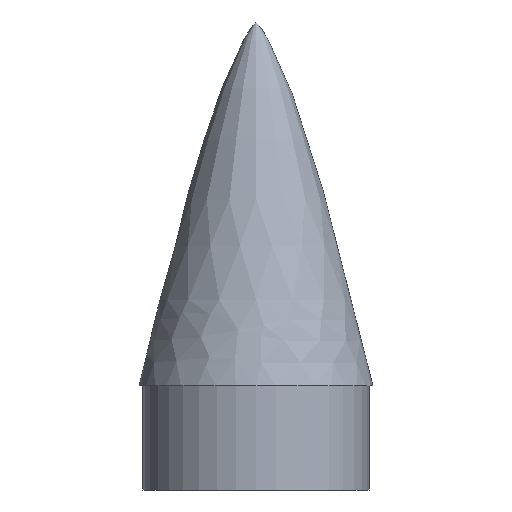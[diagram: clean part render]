
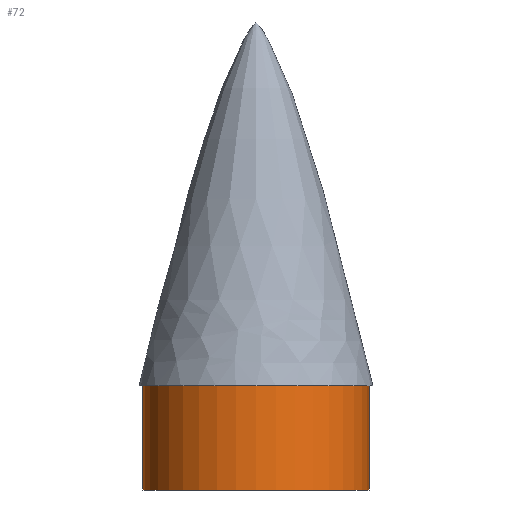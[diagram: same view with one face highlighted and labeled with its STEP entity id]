
A CAD part, front view. The second image highlights one B-rep face of the part: STEP entity #72.
In plain terms, the highlighted cylindrical face has radius 16.3 mm (diameter 32.6 mm), a full revolution.
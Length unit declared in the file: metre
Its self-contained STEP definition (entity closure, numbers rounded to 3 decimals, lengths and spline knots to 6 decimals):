
#15=CYLINDRICAL_SURFACE('',#93,0.0163);
#23=ORIENTED_EDGE('',*,*,#30,.F.);
#24=ORIENTED_EDGE('',*,*,#31,.T.);
#30=EDGE_CURVE('',#36,#36,#42,.T.);
#31=EDGE_CURVE('',#37,#37,#43,.T.);
#36=VERTEX_POINT('',#278);
#37=VERTEX_POINT('',#281);
#42=CIRCLE('',#92,0.0163);
#43=CIRCLE('',#94,0.0163);
#50=EDGE_LOOP('',(#23));
#51=EDGE_LOOP('',(#24));
#61=FACE_BOUND('',#50,.T.);
#62=FACE_BOUND('',#51,.T.);
#72=ADVANCED_FACE('',(#61,#62),#15,.T.);
#92=AXIS2_PLACEMENT_3D('',#277,#107,#108);
#93=AXIS2_PLACEMENT_3D('',#279,#109,#110);
#94=AXIS2_PLACEMENT_3D('',#280,#111,#112);
#107=DIRECTION('',(0.,0.,-1.));
#108=DIRECTION('',(-1.,0.,0.));
#109=DIRECTION('',(0.,0.,-1.));
#110=DIRECTION('',(-1.,0.,0.));
#111=DIRECTION('',(0.,0.,-1.));
#112=DIRECTION('',(-1.,0.,0.));
#277=CARTESIAN_POINT('',(0.,0.,0.));
#278=CARTESIAN_POINT('',(-0.0163,0.,0.));
#279=CARTESIAN_POINT('',(0.,0.,0.00599));
#280=CARTESIAN_POINT('',(0.,0.,0.015));
#281=CARTESIAN_POINT('',(-0.0163,0.,0.015));
